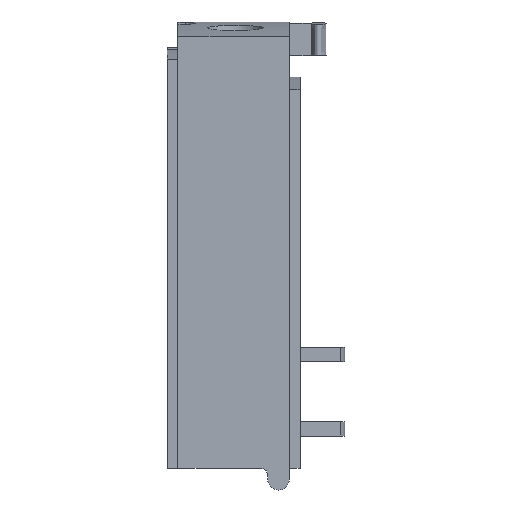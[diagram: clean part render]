
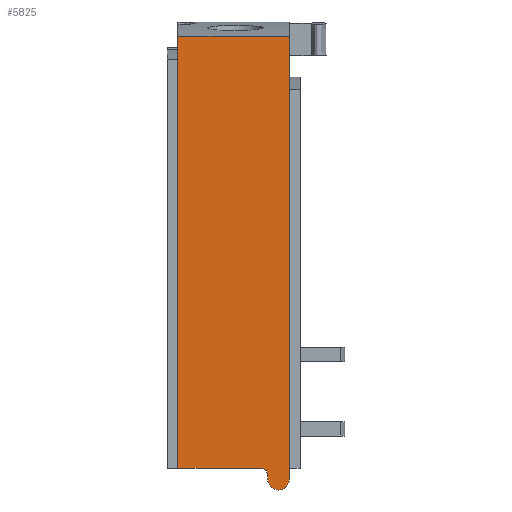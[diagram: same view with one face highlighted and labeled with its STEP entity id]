
A CAD part, left-side view. The second image highlights one B-rep face of the part: STEP entity #5825.
In plain terms, the highlighted planar face has unit normal (-1, 0, 0).
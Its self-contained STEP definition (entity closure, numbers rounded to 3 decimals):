
#1103=DIRECTION('',(0.,0.,1.));
#1104=VECTOR('',#1103,61.5);
#1105=CARTESIAN_POINT('',(-2.8,1.5,-1.5));
#1106=LINE('',#1105,#1104);
#1336=DIRECTION('',(0.,1.,0.));
#1337=VECTOR('',#1336,15.5);
#1338=CARTESIAN_POINT('',(-2.8,1.5,60.));
#1339=LINE('',#1338,#1337);
#1768=CARTESIAN_POINT('',(-2.8,3.,-1.5));
#1769=DIRECTION('',(-1.,0.,0.));
#1770=DIRECTION('',(0.,1.,0.));
#1771=AXIS2_PLACEMENT_3D('',#1768,#1769,#1770);
#1773=DIRECTION('',(0.,0.,-1.));
#1774=VECTOR('',#1773,0.5);
#1775=CARTESIAN_POINT('',(-2.8,4.5,-1.));
#1776=LINE('',#1775,#1774);
#1777=CARTESIAN_POINT('',(-2.8,5.5,-1.));
#1778=DIRECTION('',(1.,0.,0.));
#1779=DIRECTION('',(0.,0.,1.));
#1780=AXIS2_PLACEMENT_3D('',#1777,#1778,#1779);
#1782=DIRECTION('',(0.,1.,0.));
#1783=VECTOR('',#1782,11.5);
#1784=CARTESIAN_POINT('',(-2.8,5.5,0.));
#1785=LINE('',#1784,#1783);
#1786=DIRECTION('',(0.,0.,1.));
#1787=VECTOR('',#1786,60.);
#1788=CARTESIAN_POINT('',(-2.8,17.,0.));
#1789=LINE('',#1788,#1787);
#2996=CARTESIAN_POINT('',(-2.8,17.,0.));
#2997=VERTEX_POINT('',#2996);
#3004=CARTESIAN_POINT('',(-2.8,17.,60.));
#3005=VERTEX_POINT('',#3004);
#3020=CARTESIAN_POINT('',(-2.8,1.5,60.));
#3021=VERTEX_POINT('',#3020);
#3384=CARTESIAN_POINT('',(-2.8,4.5,-1.5));
#3385=CARTESIAN_POINT('',(-2.8,1.5,-1.5));
#3386=VERTEX_POINT('',#3384);
#3387=VERTEX_POINT('',#3385);
#3388=CARTESIAN_POINT('',(-2.8,4.5,-1.));
#3389=VERTEX_POINT('',#3388);
#3402=CARTESIAN_POINT('',(-2.8,5.5,0.));
#3403=VERTEX_POINT('',#3402);
#5808=CARTESIAN_POINT('',(-2.8,0.,0.));
#5809=DIRECTION('',(-1.,0.,0.));
#5810=DIRECTION('',(0.,0.,1.));
#5811=AXIS2_PLACEMENT_3D('',#5808,#5809,#5810);
#5812=PLANE('',#5811);
#5813=ORIENTED_EDGE('',*,*,#4992,.F.);
#5815=ORIENTED_EDGE('',*,*,#5814,.F.);
#5817=ORIENTED_EDGE('',*,*,#5816,.F.);
#5819=ORIENTED_EDGE('',*,*,#5818,.F.);
#5820=ORIENTED_EDGE('',*,*,#4295,.T.);
#5821=ORIENTED_EDGE('',*,*,#5748,.T.);
#5822=ORIENTED_EDGE('',*,*,#5101,.F.);
#5823=EDGE_LOOP('',(#5813,#5815,#5817,#5819,#5820,#5821,#5822));
#5824=FACE_OUTER_BOUND('',#5823,.F.);
#1772=CIRCLE('',#1771,1.5);
#1781=CIRCLE('',#1780,1.);
#4295=EDGE_CURVE('',#3403,#2997,#1785,.T.);
#4992=EDGE_CURVE('',#3387,#3021,#1106,.T.);
#5101=EDGE_CURVE('',#3021,#3005,#1339,.T.);
#5748=EDGE_CURVE('',#2997,#3005,#1789,.T.);
#5814=EDGE_CURVE('',#3386,#3387,#1772,.T.);
#5816=EDGE_CURVE('',#3389,#3386,#1776,.T.);
#5818=EDGE_CURVE('',#3403,#3389,#1781,.T.);
#5825=ADVANCED_FACE('',(#5824),#5812,.T.);
